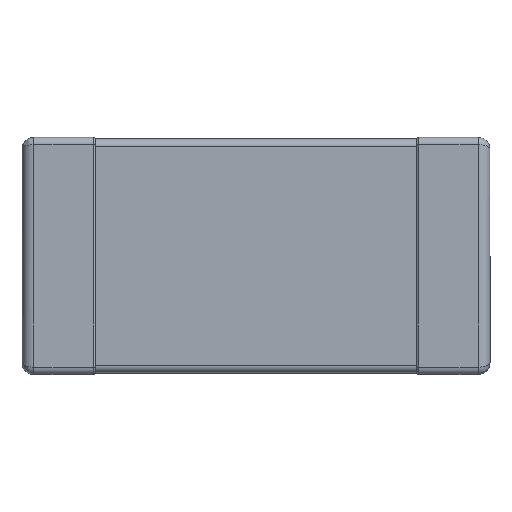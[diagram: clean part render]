
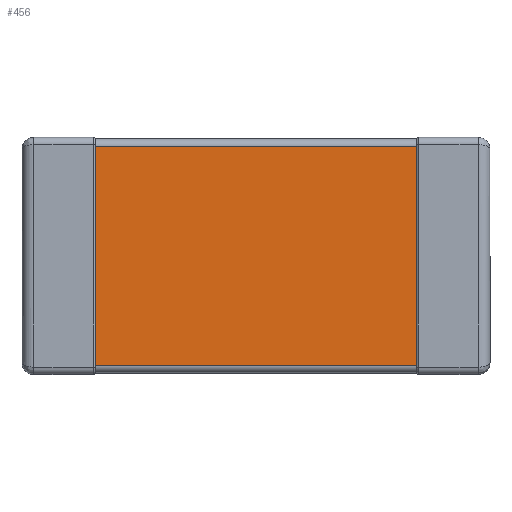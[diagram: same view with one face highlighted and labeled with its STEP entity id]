
A CAD part, top view. The second image highlights one B-rep face of the part: STEP entity #456.
In plain terms, the highlighted planar face has unit normal (0, 0, 1).
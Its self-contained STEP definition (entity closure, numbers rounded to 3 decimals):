
#30=DIRECTION ( 'NONE',  ( 0., 1., 0. ) );
#39=EDGE_CURVE ( 'NONE', #66, #160, #1679, .T. );
#48=AXIS2_PLACEMENT_3D ( 'NONE', #1130, #61, #166 );
#61=DIRECTION ( 'NONE',  ( 0., 0., 1. ) );
#66=VERTEX_POINT ( 'NONE', #821 );
#84=EDGE_CURVE ( 'NONE', #160, #537, #1105, .T. );
#155=CARTESIAN_POINT ( 'NONE',  ( 1.1, -0.8, 0.71 ) );
#160=VERTEX_POINT ( 'NONE', #1655 );
#166=DIRECTION ( 'NONE',  ( 1., 0., 0. ) );
#167=DIRECTION ( 'NONE',  ( 1., 0., 0. ) );
#243=DIRECTION ( 'NONE',  ( -1., 0., 0. ) );
#284=EDGE_CURVE ( 'NONE', #1079, #66, #330, .T. );
#319=FACE_OUTER_BOUND ( 'NONE', #1538, .T. );
#330=LINE ( 'NONE', #155, #531 );
#340=VECTOR ( 'NONE', #484, 1000. );
#432=ORIENTED_EDGE ( 'NONE', *, *, #284, .T. );
#456=ADVANCED_FACE ( 'NONE', ( #319 ), #879, .T. );
#484=DIRECTION ( 'NONE',  ( 0., -1., 0. ) );
#531=VECTOR ( 'NONE', #30, 1000. );
#537=VERTEX_POINT ( 'NONE', #1558 );
#572=VECTOR ( 'NONE', #167, 1000. );
#788=CARTESIAN_POINT ( 'NONE',  ( -1.1, -0.8, 0.71 ) );
#810=ORIENTED_EDGE ( 'NONE', *, *, #39, .T. );
#821=CARTESIAN_POINT ( 'NONE',  ( 1.1, 0.75, 0.71 ) );
#879=PLANE ( 'NONE',  #48 );
#1015=ORIENTED_EDGE ( 'NONE', *, *, #1297, .T. );
#1057=ORIENTED_EDGE ( 'NONE', *, *, #84, .T. );
#1076=CARTESIAN_POINT ( 'NONE',  ( 0., 0.75, 0.71 ) );
#1079=VERTEX_POINT ( 'NONE', #1624 );
#1105=LINE ( 'NONE', #788, #340 );
#1130=CARTESIAN_POINT ( 'NONE',  ( 0., 0., 0.71 ) );
#1297=EDGE_CURVE ( 'NONE', #537, #1079, #1593, .T. );
#1460=CARTESIAN_POINT ( 'NONE',  ( 0., -0.75, 0.71 ) );
#1538=EDGE_LOOP ( 'NONE', ( #1057, #1015, #432, #810 ) );
#1558=CARTESIAN_POINT ( 'NONE',  ( -1.1, -0.75, 0.71 ) );
#1573=VECTOR ( 'NONE', #243, 1000. );
#1593=LINE ( 'NONE', #1460, #572 );
#1624=CARTESIAN_POINT ( 'NONE',  ( 1.1, -0.75, 0.71 ) );
#1655=CARTESIAN_POINT ( 'NONE',  ( -1.1, 0.75, 0.71 ) );
#1679=LINE ( 'NONE', #1076, #1573 );
